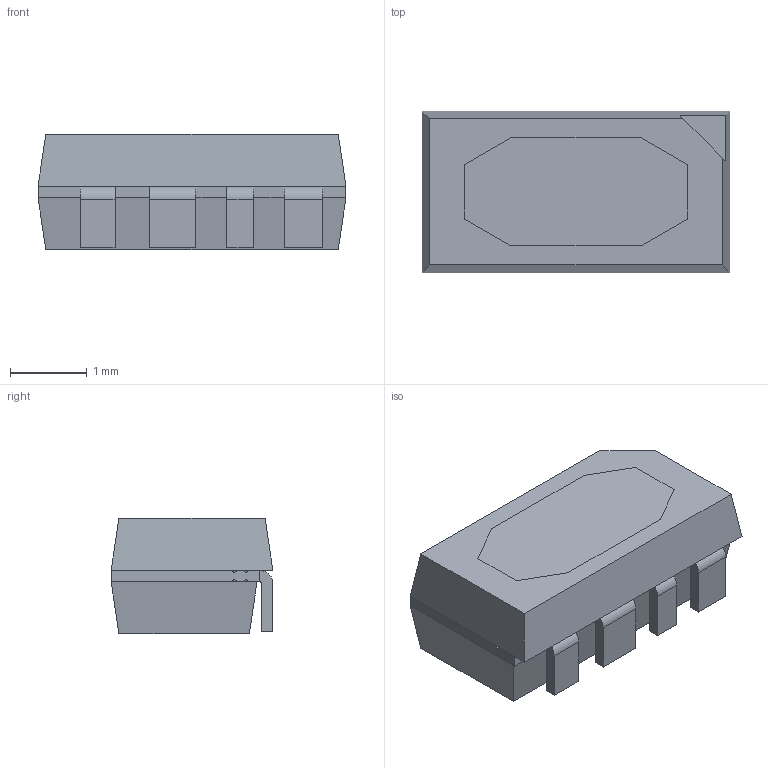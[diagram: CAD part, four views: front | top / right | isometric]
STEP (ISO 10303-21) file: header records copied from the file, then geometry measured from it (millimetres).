
FILE_DESCRIPTION (( 'STEP AP214' ), '1' );
FILE_NAME ('IN-PI42TASPRPGPB.STEP', '2021-05-14T10:36:17', ( '' ), ( '' ), 'SwSTEP 2.0', 'SolidWorks 2017', '' );
FILE_SCHEMA (( 'AUTOMOTIVE_DESIGN' ));
Length unit declared in the file: millimetre
Products named in the file (1): IN-PI42TASPRPGPB
Bounding box: 4 x 2.1 x 1.5 mm (x, y, z)
Volume: 11.3 mm3; surface area: 48.8 mm2
Topology: 3 solids, 3 shells, 96 faces, 245 edges, 156 vertices
Faces by surface type: plane 80, cylinder 16
Entity records: 2898 total; most frequent: CARTESIAN_POINT 501, ORIENTED_EDGE 490, DIRECTION 470, EDGE_CURVE 245, VECTOR 212, LINE 212, VERTEX_POINT 156, AXIS2_PLACEMENT_3D 129
